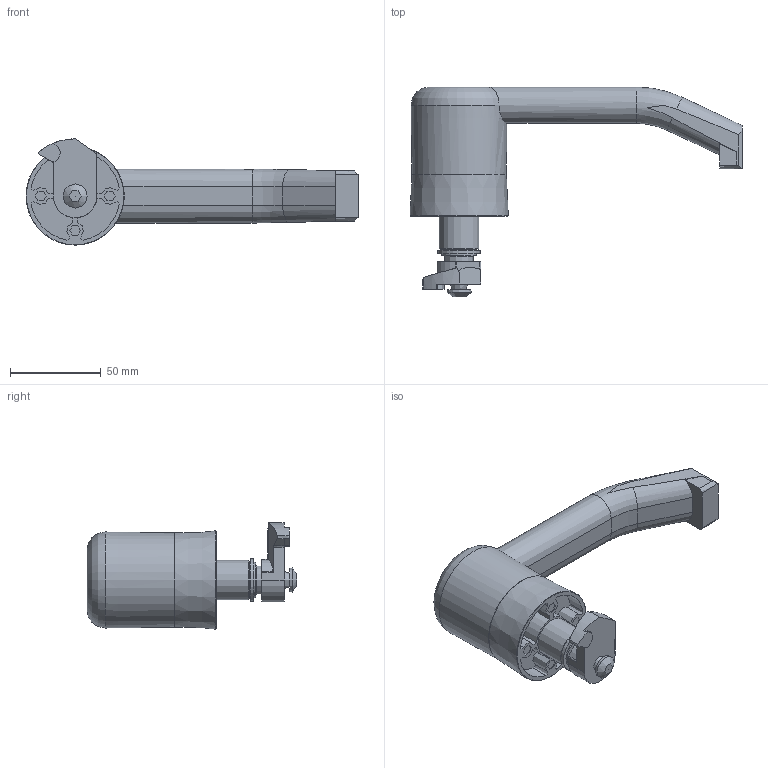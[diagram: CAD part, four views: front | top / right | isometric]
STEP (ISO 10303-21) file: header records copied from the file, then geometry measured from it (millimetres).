
FILE_DESCRIPTION( ( 'STEP AP214' ), '1' );
FILE_NAME( 'SK1-682L.stp', '2024-01-16T07:16:10', ( 'License CC BY-ND 4.0' ), ( 'CADENAS' ), ' ', 'PARTsolutions', ' ' );
FILE_SCHEMA( ( 'AUTOMOTIVE_DESIGN { 1 0 10303 214 1 1 1 1 }' ) );
Length unit declared in the file: millimetre
Products named in the file (1): _SK1-682L
Bounding box: 182.99 x 115.7 x 58.59 mm (x, y, z)
Volume: 230856.5 mm3; surface area: 35886.2 mm2
Topology: 1 solids, 1 shells, 126 faces, 309 edges, 202 vertices
Faces by surface type: cylinder 64, plane 49, torus 6, cone 5, bspline 2
Full cylindrical faces by diameter (mm): 6 x4, 7.9 x1, 14.6 x1, 15.9 x2, 19.4 x1, 21.8 x1, 23.5 x1
Entity records: 4988 total; most frequent: CARTESIAN_POINT 992, DIRECTION 654, ORIENTED_EDGE 572, EDGE_CURVE 286, AXIS2_PLACEMENT_3D 265, VERTEX_POINT 201, EDGE_LOOP 163, FACE_OUTER_BOUND 140
